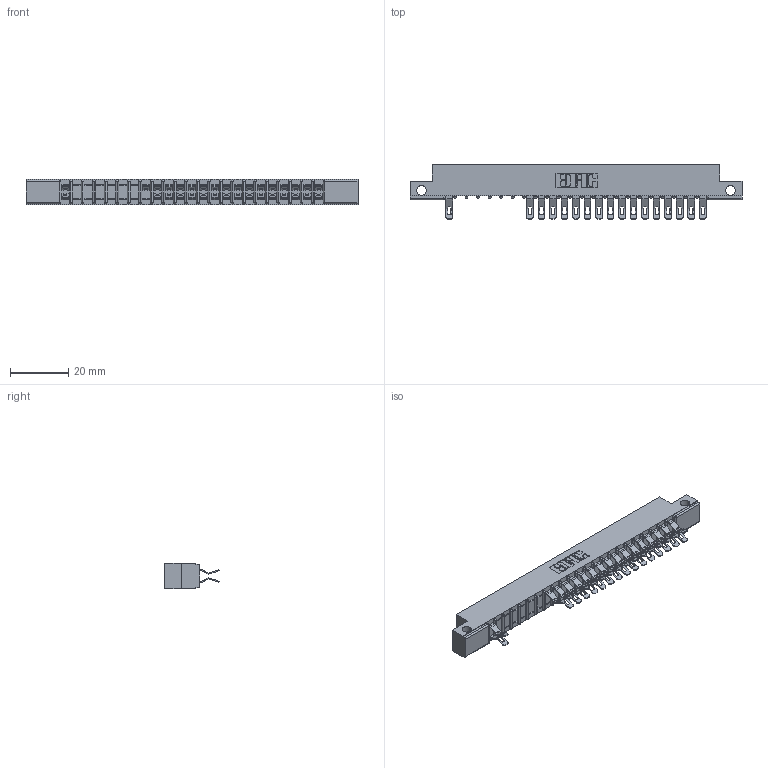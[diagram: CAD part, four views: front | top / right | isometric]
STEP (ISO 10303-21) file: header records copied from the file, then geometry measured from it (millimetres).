
FILE_DESCRIPTION (( 'STEP AP203' ), '1' );
FILE_NAME ('307-046-555-212.STEP', '2018-08-06T03:13:17', ( '' ), ( '' ), 'SwSTEP 2.0', 'SolidWorks 2016', '' );
FILE_SCHEMA (( 'CONFIG_CONTROL_DESIGN' ));
Length unit declared in the file: inch
Products named in the file (3): 307-290-001_555; 307-046-555-212; 307 Part_.128 Dia Side Mounting Holes
Assembly tree (34 placements, depth 2):
  307-046-555-212
    307 Part_.128 Dia Side Mounting Holes
    307-290-001_555  x33
Bounding box: 114.15 x 18.75 x 8.71 mm (x, y, z)
Volume: 7320.5 mm3; surface area: 12392.6 mm2
Topology: 34 solids, 34 shells, 2285 faces, 6712 edges, 4364 vertices
Faces by surface type: plane 1270, cylinder 967, sphere 48
Entity records: 22919 total; most frequent: CARTESIAN_POINT 3814, ORIENTED_EDGE 3792, DIRECTION 3738, EDGE_CURVE 1896, VECTOR 1434, LINE 1434, VERTEX_POINT 1228, AXIS2_PLACEMENT_3D 1152
